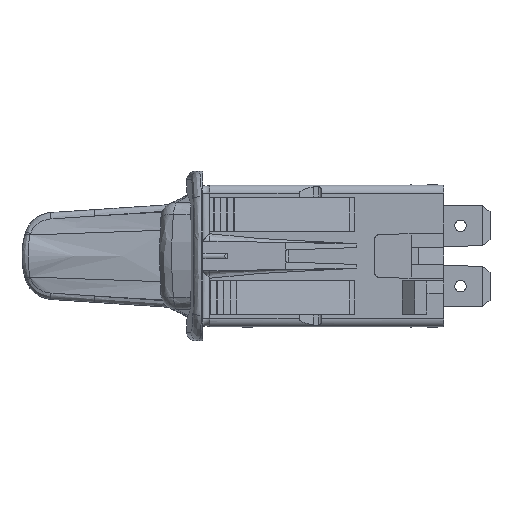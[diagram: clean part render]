
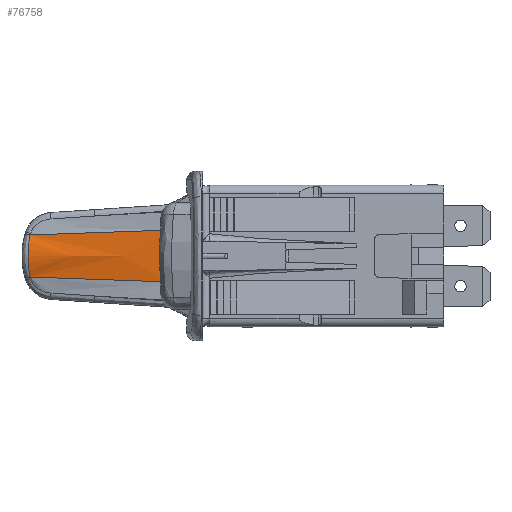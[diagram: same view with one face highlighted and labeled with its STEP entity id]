
A CAD part, left-side view. The second image highlights one B-rep face of the part: STEP entity #76758.
In plain terms, the highlighted free-form (B-spline) face has degree [3, 3] with [5, 4] control points.
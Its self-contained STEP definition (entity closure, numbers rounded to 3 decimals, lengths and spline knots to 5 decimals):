
#16292=DIRECTION('',(-0.069,-0.997,0.035));
#16293=VECTOR('',#16292,0.8401);
#16294=CARTESIAN_POINT('',(-0.04919,2.49112,
0.12691));
#16295=LINE('',#16294,#16293);
#16327=CARTESIAN_POINT('',(-0.10722,1.65356,
0.15654));
#16348=CARTESIAN_POINT('',(-0.10722,1.65356,
-0.15654));
#16349=CARTESIAN_POINT('',(-0.10747,1.65385,
-0.13808));
#16350=CARTESIAN_POINT('',(-0.10789,1.65434,
-0.10189));
#16351=CARTESIAN_POINT('',(-0.10826,1.65475,
-0.05038));
#16352=CARTESIAN_POINT('',(-0.10839,1.65489,
0.00001));
#16353=CARTESIAN_POINT('',(-0.10826,1.65475,
0.0504));
#16354=CARTESIAN_POINT('',(-0.10789,1.65434,
0.1019));
#16355=CARTESIAN_POINT('',(-0.10747,1.65385,
0.13808));
#16356=CARTESIAN_POINT('',(-0.10722,1.65356,
0.15654));
#16869=CARTESIAN_POINT('',(-0.04919,2.49112,
0.12691));
#16918=CARTESIAN_POINT('',(-0.04919,2.49112,
-0.12691));
#16919=CARTESIAN_POINT('',(-0.05023,2.49163,
-0.12434));
#16920=CARTESIAN_POINT('',(-0.05224,2.49262,
-0.11921));
#16921=CARTESIAN_POINT('',(-0.05507,2.49401,
-0.11148));
#16922=CARTESIAN_POINT('',(-0.0577,2.49531,
-0.10374));
#16923=CARTESIAN_POINT('',(-0.06013,2.4965,
-0.09599));
#16924=CARTESIAN_POINT('',(-0.06236,2.49761,
-0.08823));
#16925=CARTESIAN_POINT('',(-0.0644,2.49861,
-0.08048));
#16926=CARTESIAN_POINT('',(-0.06624,2.49952,
-0.07273));
#16927=CARTESIAN_POINT('',(-0.06789,2.50034,
-0.06499));
#16928=CARTESIAN_POINT('',(-0.06936,2.50106,
-0.05727));
#16929=CARTESIAN_POINT('',(-0.07063,2.50168,
-0.04955));
#16930=CARTESIAN_POINT('',(-0.07172,2.50221,
-0.04186));
#16931=CARTESIAN_POINT('',(-0.07262,2.50265,
-0.03419));
#16932=CARTESIAN_POINT('',(-0.07334,2.503,
-0.02655));
#16933=CARTESIAN_POINT('',(-0.07388,2.50326,
-0.01893));
#16934=CARTESIAN_POINT('',(-0.07423,2.50344,
-0.01134));
#16935=CARTESIAN_POINT('',(-0.07441,2.50352,
-0.00377));
#16936=CARTESIAN_POINT('',(-0.07441,2.50352,
0.00379));
#16937=CARTESIAN_POINT('',(-0.07424,2.50344,
0.01135));
#16938=CARTESIAN_POINT('',(-0.07388,2.50326,
0.01894));
#16939=CARTESIAN_POINT('',(-0.07334,2.503,
0.02654));
#16940=CARTESIAN_POINT('',(-0.07262,2.50265,
0.03419));
#16941=CARTESIAN_POINT('',(-0.07172,2.50221,
0.04187));
#16942=CARTESIAN_POINT('',(-0.07063,2.50168,
0.04956));
#16943=CARTESIAN_POINT('',(-0.06935,2.50105,
0.05728));
#16944=CARTESIAN_POINT('',(-0.06789,2.50033,
0.065));
#16945=CARTESIAN_POINT('',(-0.06624,2.49952,
0.07274));
#16946=CARTESIAN_POINT('',(-0.0644,2.49861,
0.08049));
#16947=CARTESIAN_POINT('',(-0.06236,2.49761,
0.08824));
#16948=CARTESIAN_POINT('',(-0.06012,2.4965,
0.09599));
#16949=CARTESIAN_POINT('',(-0.0577,2.49531,
0.10374));
#16950=CARTESIAN_POINT('',(-0.05507,2.49401,
0.11148));
#16951=CARTESIAN_POINT('',(-0.05224,2.49262,
0.11921));
#16952=CARTESIAN_POINT('',(-0.05023,2.49163,
0.12434));
#16953=CARTESIAN_POINT('',(-0.04919,2.49112,
0.12691));
#16960=DIRECTION('',(-0.069,-0.997,-0.035));
#16961=VECTOR('',#16960,0.8401);
#16962=CARTESIAN_POINT('',(-0.04919,2.49112,
-0.12691));
#16963=LINE('',#16962,#16961);
#54247=VERTEX_POINT('',#16869);
#54249=VERTEX_POINT('',#16918);
#54279=VERTEX_POINT('',#16327);
#54281=VERTEX_POINT('',#16348);
#76730=CARTESIAN_POINT('',(-0.04609,2.52052,
0.12823));
#76731=CARTESIAN_POINT('',(-0.06685,2.22587,
0.13892));
#76732=CARTESIAN_POINT('',(-0.08761,1.93121,
0.1496));
#76733=CARTESIAN_POINT('',(-0.10837,1.63656,
0.16029));
#76734=CARTESIAN_POINT('',(-0.06415,2.52052,
0.08833));
#76735=CARTESIAN_POINT('',(-0.07904,2.22587,
0.09453));
#76736=CARTESIAN_POINT('',(-0.09394,1.93121,
0.10073));
#76737=CARTESIAN_POINT('',(-0.10883,1.63656,
0.10693));
#76738=CARTESIAN_POINT('',(-0.08331,2.52052,
0.));
#76739=CARTESIAN_POINT('',(-0.09198,2.22587,
0.));
#76740=CARTESIAN_POINT('',(-0.10065,1.93121,
0.));
#76741=CARTESIAN_POINT('',(-0.10932,1.63656,
0.));
#76742=CARTESIAN_POINT('',(-0.06415,2.52052,
-0.08833));
#76743=CARTESIAN_POINT('',(-0.07904,2.22587,
-0.09453));
#76744=CARTESIAN_POINT('',(-0.09394,1.93121,
-0.10073));
#76745=CARTESIAN_POINT('',(-0.10883,1.63656,
-0.10693));
#76746=CARTESIAN_POINT('',(-0.04609,2.52052,
-0.12823));
#76747=CARTESIAN_POINT('',(-0.06685,2.22587,
-0.13892));
#76748=CARTESIAN_POINT('',(-0.08761,1.93121,
-0.1496));
#76749=CARTESIAN_POINT('',(-0.10837,1.63656,
-0.16029));
#76750=B_SPLINE_SURFACE_WITH_KNOTS('',3,3,((#76730,#76731,#76732,#76733),
(#76734,#76735,#76736,#76737),(#76738,#76739,#76740,#76741),(#76742,#76743,
#76744,#76745),(#76746,#76747,#76748,#76749)),.UNSPECIFIED.,.F.,.F.,.F.,(4,1,4),
(4,4),(0.24329,0.5,0.75671),
(0.02628,0.97521),.UNSPECIFIED.);
#76751=ORIENTED_EDGE('',*,*,#75827,.F.);
#76753=ORIENTED_EDGE('',*,*,#76752,.F.);
#76754=ORIENTED_EDGE('',*,*,#76723,.T.);
#76755=ORIENTED_EDGE('',*,*,#75705,.T.);
#76756=EDGE_LOOP('',(#76751,#76753,#76754,#76755));
#76757=FACE_OUTER_BOUND('',#76756,.F.);
#16357=B_SPLINE_CURVE_WITH_KNOTS('',3,(#16348,#16349,#16350,#16351,#16352,
#16353,#16354,#16355,#16356),.UNSPECIFIED.,.F.,.F.,(4,1,1,1,1,1,4),(0.,
0.16667,0.33333,0.5,0.66667,0.83333,
1.),.UNSPECIFIED.);
#16954=B_SPLINE_CURVE_WITH_KNOTS('',3,(#16918,#16919,#16920,#16921,#16922,
#16923,#16924,#16925,#16926,#16927,#16928,#16929,#16930,#16931,#16932,#16933,
#16934,#16935,#16936,#16937,#16938,#16939,#16940,#16941,#16942,#16943,#16944,
#16945,#16946,#16947,#16948,#16949,#16950,#16951,#16952,#16953),.UNSPECIFIED.,
.F.,.F.,(4,1,1,1,1,1,1,1,1,1,1,1,1,1,1,1,1,1,1,1,1,1,1,1,1,1,1,1,1,1,1,1,1,4),(
0.,0.0303,0.06061,0.09091,0.12121,
0.15152,0.18182,0.21212,0.24242,
0.27273,0.30303,0.33333,0.36364,
0.39394,0.42424,0.45455,0.48485,
0.51515,0.54545,0.57576,0.60606,
0.63636,0.66667,0.69697,0.72727,
0.75758,0.78788,0.81818,0.84848,
0.87879,0.90909,0.93939,0.9697,1.),
.UNSPECIFIED.);
#75705=EDGE_CURVE('',#54247,#54279,#16295,.T.);
#75827=EDGE_CURVE('',#54281,#54279,#16357,.T.);
#76723=EDGE_CURVE('',#54249,#54247,#16954,.T.);
#76752=EDGE_CURVE('',#54249,#54281,#16963,.T.);
#76758=ADVANCED_FACE('',(#76757),#76750,.T.);
